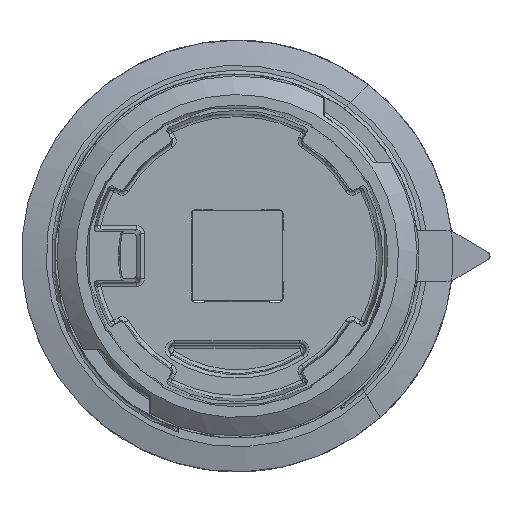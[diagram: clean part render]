
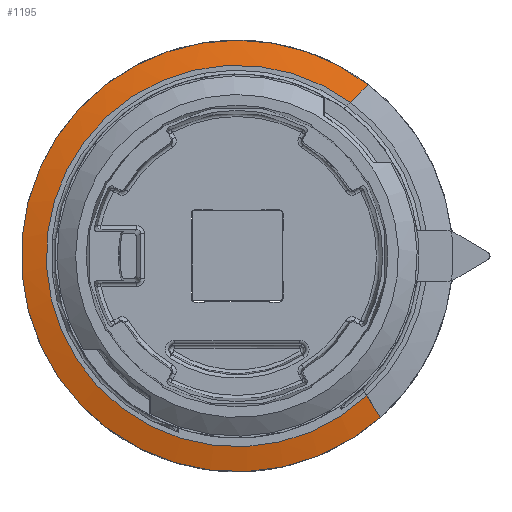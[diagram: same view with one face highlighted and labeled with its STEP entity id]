
A CAD part, left-side view. The second image highlights one B-rep face of the part: STEP entity #1195.
In plain terms, the highlighted conical face has half-angle 75.964 degrees and reference radius 28.75 mm.
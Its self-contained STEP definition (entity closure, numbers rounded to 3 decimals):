
#418=B_SPLINE_CURVE_WITH_KNOTS('',3,(#12471,#12472,#12473,#12474),
 .UNSPECIFIED.,.F.,.F.,(4,4),(0.,1.),.UNSPECIFIED.);
#420=B_SPLINE_CURVE_WITH_KNOTS('',3,(#12486,#12487,#12488,#12489),
 .UNSPECIFIED.,.F.,.F.,(4,4),(0.,1.),.UNSPECIFIED.);
#457=B_SPLINE_CURVE_WITH_KNOTS('',3,(#13100,#13101,#13102,#13103),
 .UNSPECIFIED.,.F.,.F.,(4,4),(0.,1.),.UNSPECIFIED.);
#458=B_SPLINE_CURVE_WITH_KNOTS('',3,(#13105,#13106,#13107,#13108),
 .UNSPECIFIED.,.F.,.F.,(4,4),(0.,1.),.UNSPECIFIED.);
#459=B_SPLINE_CURVE_WITH_KNOTS('',3,(#13111,#13112,#13113,#13114),
 .UNSPECIFIED.,.F.,.F.,(4,4),(0.,1.),.UNSPECIFIED.);
#1195=ADVANCED_FACE('',(#1757),#1661,.T.);
#1661=CONICAL_SURFACE('',#8626,28.75,75.964);
#1757=FACE_OUTER_BOUND('',#2263,.T.);
#2263=EDGE_LOOP('',(#3533,#3534,#3535,#3536,#3537,#3538,#3539,#3540));
#2811=CIRCLE('',#8621,25.417);
#2813=CIRCLE('',#8624,28.75);
#2814=CIRCLE('',#8625,28.75);
#3533=ORIENTED_EDGE('',*,*,#6704,.F.);
#3534=ORIENTED_EDGE('',*,*,#6700,.F.);
#3535=ORIENTED_EDGE('',*,*,#6705,.F.);
#3536=ORIENTED_EDGE('',*,*,#6706,.F.);
#3537=ORIENTED_EDGE('',*,*,#6568,.T.);
#3538=ORIENTED_EDGE('',*,*,#6572,.T.);
#3539=ORIENTED_EDGE('',*,*,#6707,.T.);
#3540=ORIENTED_EDGE('',*,*,#6708,.F.);
#5735=VERTEX_POINT('',#12463);
#5737=VERTEX_POINT('',#12470);
#5741=VERTEX_POINT('',#12485);
#5862=VERTEX_POINT('',#13092);
#5863=VERTEX_POINT('',#13094);
#5865=VERTEX_POINT('',#13104);
#5866=VERTEX_POINT('',#13109);
#5867=VERTEX_POINT('',#13115);
#6568=EDGE_CURVE('',#5735,#5737,#418,.T.);
#6572=EDGE_CURVE('',#5737,#5741,#420,.T.);
#6700=EDGE_CURVE('',#5862,#5863,#2811,.T.);
#6704=EDGE_CURVE('',#5863,#5865,#457,.T.);
#6705=EDGE_CURVE('',#5866,#5862,#458,.T.);
#6706=EDGE_CURVE('',#5735,#5866,#2813,.T.);
#6707=EDGE_CURVE('',#5741,#5867,#459,.T.);
#6708=EDGE_CURVE('',#5865,#5867,#2814,.T.);
#8621=AXIS2_PLACEMENT_3D('',#13093,#9798,#9799);
#8624=AXIS2_PLACEMENT_3D('',#13110,#9806,#9807);
#8625=AXIS2_PLACEMENT_3D('',#13116,#9808,#9809);
#8626=AXIS2_PLACEMENT_3D('',#13117,#9810,#9811);
#9798=DIRECTION('',(-1.,0.,0.));
#9799=DIRECTION('',(0.,-1.,0.));
#9806=DIRECTION('',(1.,0.,0.));
#9807=DIRECTION('',(0.,-1.,0.));
#9808=DIRECTION('',(1.,0.,0.));
#9809=DIRECTION('',(0.,-1.,0.));
#9810=DIRECTION('',(1.,0.,0.));
#9811=DIRECTION('',(0.,1.,0.));
#12463=CARTESIAN_POINT('',(28.983,28.647,2.267));
#12470=CARTESIAN_POINT('',(28.982,28.65,2.183));
#12471=CARTESIAN_POINT('',(28.983,28.647,2.267));
#12472=CARTESIAN_POINT('',(28.983,28.649,2.239));
#12473=CARTESIAN_POINT('',(28.983,28.65,2.211));
#12474=CARTESIAN_POINT('',(28.982,28.65,2.183));
#12485=CARTESIAN_POINT('',(28.982,28.65,-2.521));
#12486=CARTESIAN_POINT('',(28.982,28.65,2.183));
#12487=CARTESIAN_POINT('',(28.95,28.65,0.615));
#12488=CARTESIAN_POINT('',(28.95,28.65,-0.953));
#12489=CARTESIAN_POINT('',(28.982,28.65,-2.521));
#13092=CARTESIAN_POINT('',(28.15,-15.224,20.184));
#13093=CARTESIAN_POINT('',(28.15,0.,-0.169));
#13094=CARTESIAN_POINT('',(28.15,-17.297,-18.792));
#13100=CARTESIAN_POINT('',(28.15,-17.297,-18.792));
#13101=CARTESIAN_POINT('',(28.427,-17.895,-19.75));
#13102=CARTESIAN_POINT('',(28.705,-18.494,-20.707));
#13103=CARTESIAN_POINT('',(28.983,-19.092,-21.665));
#13104=CARTESIAN_POINT('',(28.983,-19.092,-21.665));
#13105=CARTESIAN_POINT('',(28.983,-17.614,22.553));
#13106=CARTESIAN_POINT('',(28.705,-16.817,21.764));
#13107=CARTESIAN_POINT('',(28.427,-16.02,20.974));
#13108=CARTESIAN_POINT('',(28.15,-15.224,20.184));
#13109=CARTESIAN_POINT('',(28.983,-17.614,22.553));
#13110=CARTESIAN_POINT('',(28.983,0.,-0.169));
#13111=CARTESIAN_POINT('',(28.982,28.65,-2.521));
#13112=CARTESIAN_POINT('',(28.983,28.65,-2.549));
#13113=CARTESIAN_POINT('',(28.983,28.649,-2.578));
#13114=CARTESIAN_POINT('',(28.983,28.647,-2.606));
#13115=CARTESIAN_POINT('',(28.983,28.647,-2.606));
#13116=CARTESIAN_POINT('',(28.983,0.,-0.169));
#13117=CARTESIAN_POINT('',(28.983,0.,-0.169));
